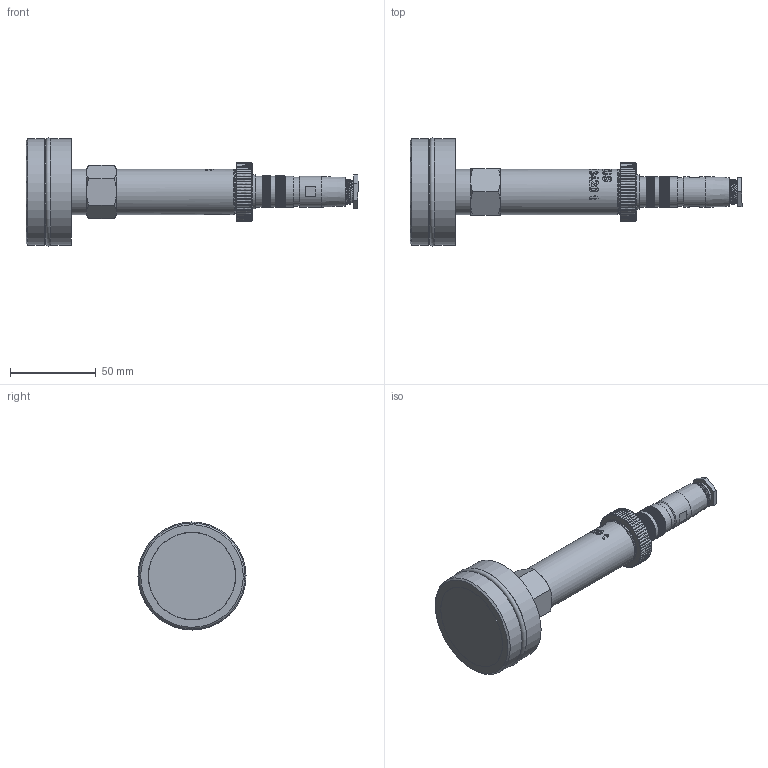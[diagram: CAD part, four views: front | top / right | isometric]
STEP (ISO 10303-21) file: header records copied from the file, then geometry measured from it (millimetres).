
FILE_DESCRIPTION(/* description */ (''),/* implementation_level */ '2;1');
FILE_NAME(/* name */ 'APZ3420t_G51_Binder723.step',/* time_stamp */ '2021-07-12T11:57:59+03:00',/* author */ (''),/* organization */ (''),/* preprocessor_version */ 'ST-DEVELOPER v18.1',/* originating_system */ 'Autodesk Translation Framework v10.9.0.1377',/* authorisation */ '');
FILE_SCHEMA (('AUTOMOTIVE_DESIGN { 1 0 10303 214 3 1 1 }'));
Products named in the file (7): АПЗ 3420 t -filled; OMAL nut M27x1.5 v8; Ш100.000.005 v4; Binder 723 assembly v4; Binder 723 female v10; Binder 723 male v8; G51
Assembly tree (6 placements, depth 3):
  АПЗ 3420 t -filled
    OMAL nut M27x1.5 v8
    Ш100.000.005 v4
    Binder 723 assembly v4
      Binder 723 female v10
      Binder 723 male v8
    G51
Bounding box: 194.15 x 63.2 x 63.2 mm (x, y, z)
Volume: 152241.8 mm3; surface area: 43638.8 mm2
Topology: 9 solids, 9 shells, 3613 faces, 9156 edges, 5990 vertices
Faces by surface type: plane 2170, cylinder 671, bspline 459, cone 305, torus 8
Full cylindrical faces by diameter (mm): 1 x15, 1.5 x5, 3.1 x1, 4 x1, 6.779 x15, 8.17 x3, 10 x1, 11.8 x1, 12 x1, 13 x1, 13.5 x1, 13.741 x3, 14.884 x2, 15.044 x5, 15.2 x1, 15.908 x4, 16.8 x1, 17.044 x7, 17.283 x6, 17.6 x1, 17.908 x7, 18 x4, 18.124 x7, 18.161 x2, 20 x1, 21.4 x2, 22.3 x1, 22.5 x1, 24.5 x1, 25.132 x4
Entity records: 136924 total; most frequent: CARTESIAN_POINT 50859, ORIENTED_EDGE 18306, DIRECTION 18172, EDGE_CURVE 9153, AXIS2_PLACEMENT_3D 7822, VERTEX_POINT 5990, EDGE_LOOP 4055, ELLIPSE 3870
